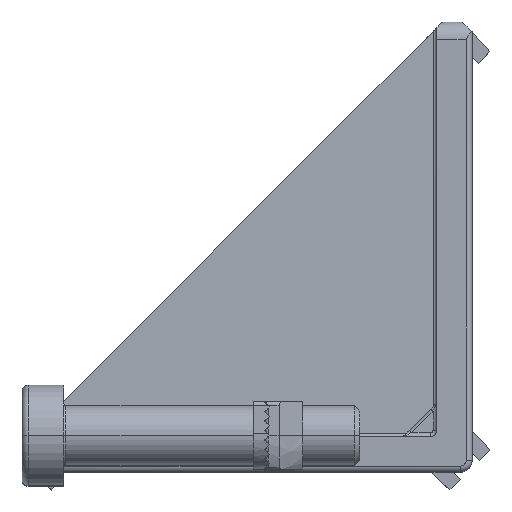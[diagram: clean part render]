
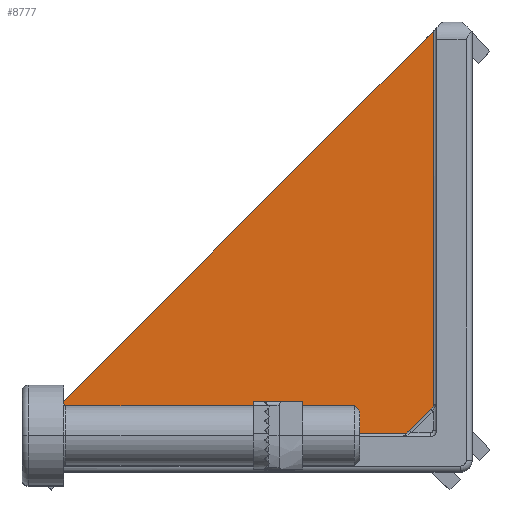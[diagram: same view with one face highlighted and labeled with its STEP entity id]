
A CAD part, top view. The second image highlights one B-rep face of the part: STEP entity #8777.
In plain terms, the highlighted planar face has unit normal (-0.012, 0.012, 1).
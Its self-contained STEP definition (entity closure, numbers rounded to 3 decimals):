
#86 = CARTESIAN_POINT ( 'NONE',  ( -3.296, 3.379, -5.583 ) ) ;
#430 = DIRECTION ( 'NONE',  ( 1., 0., 0.012 ) ) ;
#650 = CARTESIAN_POINT ( 'NONE',  ( -3.296, 37.204, -6. ) ) ;
#843 = DIRECTION ( 'NONE',  ( 0., 1., -0.012 ) ) ;
#868 = EDGE_CURVE ( 'NONE', #1066, #3662, #7321, .T. ) ;
#1066 = VERTEX_POINT ( 'NONE', #6102 ) ;
#2075 = VECTOR ( 'NONE', #2515, 1000. ) ;
#2515 = DIRECTION ( 'NONE',  ( 1., 0., 0.012 ) ) ;
#2606 = ORIENTED_EDGE ( 'NONE', *, *, #868, .T. ) ;
#3386 = VECTOR ( 'NONE', #7869, 1000. ) ;
#3458 = ORIENTED_EDGE ( 'NONE', *, *, #7988, .F. ) ;
#3504 = AXIS2_PLACEMENT_3D ( 'NONE', #6031, #4678, #430 ) ;
#3662 = VERTEX_POINT ( 'NONE', #650 ) ;
#4093 = ORIENTED_EDGE ( 'NONE', *, *, #5611, .T. ) ;
#4327 = CARTESIAN_POINT ( 'NONE',  ( -3.379, 3.296, -5.583 ) ) ;
#4420 = CARTESIAN_POINT ( 'NONE',  ( -3.496, 3.296, -5.584 ) ) ;
#4624 =( BOUNDED_CURVE ( )  B_SPLINE_CURVE ( 3, ( #8581, #4327, #86, #5040 ),
 .UNSPECIFIED., .F., .F. ) 
 B_SPLINE_CURVE_WITH_KNOTS ( ( 4, 4 ),
 ( 2.356, 3.927 ),
 .UNSPECIFIED. ) 
 CURVE ( )  GEOMETRIC_REPRESENTATION_ITEM ( )  RATIONAL_B_SPLINE_CURVE ( ( 1., 0.805, 0.805, 1. ) ) 
 REPRESENTATION_ITEM ( '' )  );
#4678 = DIRECTION ( 'NONE',  ( -0.012, 0.012, 1. ) ) ;
#4883 = VERTEX_POINT ( 'NONE', #4420 ) ;
#5040 = CARTESIAN_POINT ( 'NONE',  ( -3.296, 3.496, -5.584 ) ) ;
#5088 = CARTESIAN_POINT ( 'NONE',  ( -3.296, 37.5, -6.004 ) ) ;
#5446 = VECTOR ( 'NONE', #843, 1000. ) ;
#5611 = EDGE_CURVE ( 'NONE', #8593, #4883, #8188, .T. ) ;
#5734 = CARTESIAN_POINT ( 'NONE',  ( -38., 2.5, -6. ) ) ;
#6015 = CARTESIAN_POINT ( 'NONE',  ( -3.5, 3.296, -5.584 ) ) ;
#6031 = CARTESIAN_POINT ( 'NONE',  ( -38., 2.5, -6. ) ) ;
#6102 = CARTESIAN_POINT ( 'NONE',  ( -3.296, 3.496, -5.584 ) ) ;
#6245 = EDGE_CURVE ( 'NONE', #4883, #1066, #4624, .T. ) ;
#7321 = LINE ( 'NONE', #5088, #5446 ) ;
#7398 = FACE_OUTER_BOUND ( 'NONE', #8033, .T. ) ;
#7524 = LINE ( 'NONE', #5734, #3386 ) ;
#7805 = ORIENTED_EDGE ( 'NONE', *, *, #6245, .T. ) ;
#7869 = DIRECTION ( 'NONE',  ( 0.707, 0.707, 0. ) ) ;
#7985 = CARTESIAN_POINT ( 'NONE',  ( -37.204, 3.296, -6. ) ) ;
#7988 = EDGE_CURVE ( 'NONE', #8593, #3662, #7524, .T. ) ;
#8033 = EDGE_LOOP ( 'NONE', ( #7805, #2606, #3458, #4093 ) ) ;
#8188 = LINE ( 'NONE', #6015, #2075 ) ;
#8581 = CARTESIAN_POINT ( 'NONE',  ( -3.496, 3.296, -5.584 ) ) ;
#8593 = VERTEX_POINT ( 'NONE', #7985 ) ;
#8777 = ADVANCED_FACE ( 'NONE', ( #7398 ), #8918, .T. ) ;
#8918 = PLANE ( 'NONE',  #3504 ) ;
